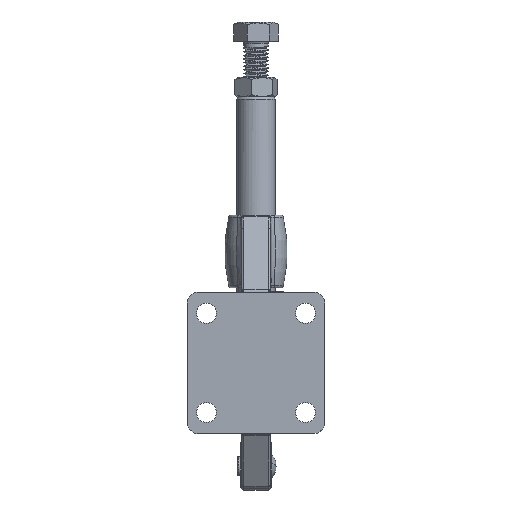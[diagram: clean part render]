
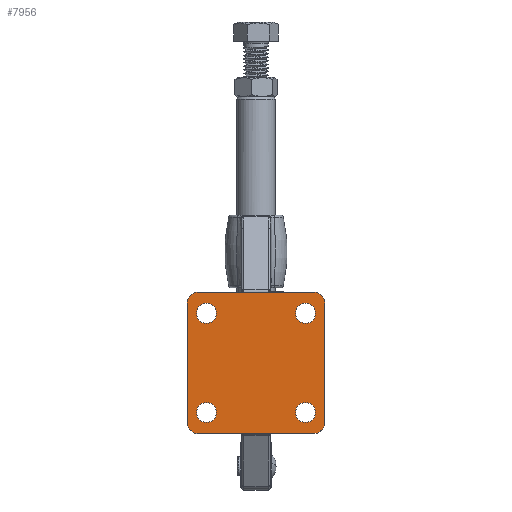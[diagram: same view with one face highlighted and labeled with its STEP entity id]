
A CAD part, front view. The second image highlights one B-rep face of the part: STEP entity #7956.
In plain terms, the highlighted planar face has unit normal (0, -1, 0).
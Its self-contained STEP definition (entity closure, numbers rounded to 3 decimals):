
#2218 = EDGE_CURVE ( 'NONE', #2225, #2226, #16422, .T. ) ;
#2225 = VERTEX_POINT ( 'NONE', #16412 ) ;
#2226 = VERTEX_POINT ( 'NONE', #16411 ) ;
#2233 = EDGE_CURVE ( 'NONE', #2237, #2234, #16459, .T. ) ;
#2234 = VERTEX_POINT ( 'NONE', #16450 ) ;
#2237 = VERTEX_POINT ( 'NONE', #16445 ) ;
#2244 = VERTEX_POINT ( 'NONE', #16499 ) ;
#2245 = EDGE_CURVE ( 'NONE', #2246, #2244, #16498, .T. ) ;
#2246 = VERTEX_POINT ( 'NONE', #16493 ) ;
#2252 = VERTEX_POINT ( 'NONE', #16490 ) ;
#7724 = ORIENTED_EDGE ( 'NONE', *, *, #7929, .T. ) ;
#7850 = EDGE_CURVE ( 'NONE', #8008, #2252, #33906, .T. ) ;
#7903 = EDGE_CURVE ( 'NONE', #7911, #7904, #33998, .T. ) ;
#7904 = VERTEX_POINT ( 'NONE', #33990 ) ;
#7911 = VERTEX_POINT ( 'NONE', #34037 ) ;
#7912 = EDGE_CURVE ( 'NONE', #2226, #2225, #34035, .T. ) ;
#7919 = EDGE_CURVE ( 'NONE', #2234, #2237, #34020, .T. ) ;
#7928 = VERTEX_POINT ( 'NONE', #34065 ) ;
#7929 = EDGE_CURVE ( 'NONE', #7947, #7928, #34059, .T. ) ;
#7930 = ORIENTED_EDGE ( 'NONE', *, *, #7931, .F. ) ;
#7931 = EDGE_CURVE ( 'NONE', #8052, #7928, #34054, .T. ) ;
#7932 = ORIENTED_EDGE ( 'NONE', *, *, #8007, .F. ) ;
#7933 = EDGE_LOOP ( 'NONE', ( #7941, #7942 ) ) ;
#7934 = ORIENTED_EDGE ( 'NONE', *, *, #7935, .T. ) ;
#7935 = EDGE_CURVE ( 'NONE', #7936, #7939, #34050, .T. ) ;
#7936 = VERTEX_POINT ( 'NONE', #34046 ) ;
#7937 = EDGE_CURVE ( 'NONE', #7939, #7938, #34111, .T. ) ;
#7938 = VERTEX_POINT ( 'NONE', #34106 ) ;
#7939 = VERTEX_POINT ( 'NONE', #34105 ) ;
#7940 = ORIENTED_EDGE ( 'NONE', *, *, #7937, .T. ) ;
#7941 = ORIENTED_EDGE ( 'NONE', *, *, #7957, .F. ) ;
#7942 = ORIENTED_EDGE ( 'NONE', *, *, #2245, .F. ) ;
#7943 = EDGE_LOOP ( 'NONE', ( #7934, #7940, #7945, #7724, #7930, #7984, #7989, #7990 ) ) ;
#7944 = ORIENTED_EDGE ( 'NONE', *, *, #7850, .F. ) ;
#7945 = ORIENTED_EDGE ( 'NONE', *, *, #7946, .T. ) ;
#7946 = EDGE_CURVE ( 'NONE', #7938, #7947, #34104, .T. ) ;
#7947 = VERTEX_POINT ( 'NONE', #34100 ) ;
#7948 = ORIENTED_EDGE ( 'NONE', *, *, #7912, .F. ) ;
#7949 = ORIENTED_EDGE ( 'NONE', *, *, #2218, .F. ) ;
#7950 = EDGE_LOOP ( 'NONE', ( #7953, #7954 ) ) ;
#7952 = EDGE_LOOP ( 'NONE', ( #7948, #7949 ) ) ;
#7953 = ORIENTED_EDGE ( 'NONE', *, *, #7919, .F. ) ;
#7954 = ORIENTED_EDGE ( 'NONE', *, *, #2233, .F. ) ;
#7955 = EDGE_LOOP ( 'NONE', ( #7944, #7932 ) ) ;
#7956 = ADVANCED_FACE ( 'NONE', ( #34099, #34098, #34097, #34096, #34095 ), #34094, .F. ) ;
#7957 = EDGE_CURVE ( 'NONE', #2244, #2246, #34093, .T. ) ;
#7984 = ORIENTED_EDGE ( 'NONE', *, *, #7994, .T. ) ;
#7988 = EDGE_CURVE ( 'NONE', #7911, #7936, #34196, .T. ) ;
#7989 = ORIENTED_EDGE ( 'NONE', *, *, #7903, .F. ) ;
#7990 = ORIENTED_EDGE ( 'NONE', *, *, #7988, .T. ) ;
#7994 = EDGE_CURVE ( 'NONE', #8052, #7904, #34186, .T. ) ;
#8007 = EDGE_CURVE ( 'NONE', #2252, #8008, #34215, .T. ) ;
#8008 = VERTEX_POINT ( 'NONE', #34211 ) ;
#8052 = VERTEX_POINT ( 'NONE', #34244 ) ;
#16411 = CARTESIAN_POINT ( 'NONE',  ( -20.55, 0., 4.7 ) ) ;
#16412 = CARTESIAN_POINT ( 'NONE',  ( -20.55, 0., 13. ) ) ;
#16418 = DIRECTION ( 'NONE',  ( 0., 0., -1. ) ) ;
#16419 = DIRECTION ( 'NONE',  ( 0., -1., 0. ) ) ;
#16420 = CARTESIAN_POINT ( 'NONE',  ( -20.55, 0., 8.85 ) ) ;
#16421 = AXIS2_PLACEMENT_3D ( 'NONE', #16420, #16419, #16418 ) ;
#16422 = CIRCLE ( 'NONE', #16421, 4.15 ) ;
#16445 = CARTESIAN_POINT ( 'NONE',  ( -20.55, 0., 54.1 ) ) ;
#16450 = CARTESIAN_POINT ( 'NONE',  ( -20.55, 0., 45.8 ) ) ;
#16451 = DIRECTION ( 'NONE',  ( 0., 0., -1. ) ) ;
#16452 = DIRECTION ( 'NONE',  ( 0., -1., 0. ) ) ;
#16453 = CARTESIAN_POINT ( 'NONE',  ( -20.55, 0., 49.95 ) ) ;
#16454 = AXIS2_PLACEMENT_3D ( 'NONE', #16453, #16452, #16451 ) ;
#16459 = CIRCLE ( 'NONE', #16454, 4.15 ) ;
#16490 = CARTESIAN_POINT ( 'NONE',  ( 20.55, 0., 13. ) ) ;
#16493 = CARTESIAN_POINT ( 'NONE',  ( 20.55, 0., 54.1 ) ) ;
#16494 = DIRECTION ( 'NONE',  ( 0., 0., -1. ) ) ;
#16495 = DIRECTION ( 'NONE',  ( 0., -1., 0. ) ) ;
#16496 = CARTESIAN_POINT ( 'NONE',  ( 20.55, 0., 49.95 ) ) ;
#16497 = AXIS2_PLACEMENT_3D ( 'NONE', #16496, #16495, #16494 ) ;
#16498 = CIRCLE ( 'NONE', #16497, 4.15 ) ;
#16499 = CARTESIAN_POINT ( 'NONE',  ( 20.55, 0., 45.8 ) ) ;
#33902 = DIRECTION ( 'NONE',  ( 0., 0., -1. ) ) ;
#33903 = DIRECTION ( 'NONE',  ( 0., -1., 0. ) ) ;
#33904 = CARTESIAN_POINT ( 'NONE',  ( 20.55, 0., 8.85 ) ) ;
#33905 = AXIS2_PLACEMENT_3D ( 'NONE', #33904, #33903, #33902 ) ;
#33906 = CIRCLE ( 'NONE', #33905, 4.15 ) ;
#33990 = CARTESIAN_POINT ( 'NONE',  ( 23.6, 0., 58.8 ) ) ;
#33991 = DIRECTION ( 'NONE',  ( 1., 0., 0. ) ) ;
#33992 = VECTOR ( 'NONE', #33991, 1000. ) ;
#33993 = CARTESIAN_POINT ( 'NONE',  ( 0., 0., 58.8 ) ) ;
#33998 = LINE ( 'NONE', #33993, #33992 ) ;
#34016 = DIRECTION ( 'NONE',  ( 0., 0., -1. ) ) ;
#34017 = DIRECTION ( 'NONE',  ( 0., -1., 0. ) ) ;
#34018 = CARTESIAN_POINT ( 'NONE',  ( -20.55, 0., 49.95 ) ) ;
#34019 = AXIS2_PLACEMENT_3D ( 'NONE', #34018, #34017, #34016 ) ;
#34020 = CIRCLE ( 'NONE', #34019, 4.15 ) ;
#34031 = DIRECTION ( 'NONE',  ( 0., 0., -1. ) ) ;
#34032 = DIRECTION ( 'NONE',  ( 0., -1., 0. ) ) ;
#34033 = CARTESIAN_POINT ( 'NONE',  ( -20.55, 0., 8.85 ) ) ;
#34034 = AXIS2_PLACEMENT_3D ( 'NONE', #34033, #34032, #34031 ) ;
#34035 = CIRCLE ( 'NONE', #34034, 4.15 ) ;
#34037 = CARTESIAN_POINT ( 'NONE',  ( -23.6, 0., 58.8 ) ) ;
#34046 = CARTESIAN_POINT ( 'NONE',  ( -28.6, 0., 53.8 ) ) ;
#34047 = DIRECTION ( 'NONE',  ( 0., 0., -1. ) ) ;
#34048 = VECTOR ( 'NONE', #34047, 1000. ) ;
#34049 = CARTESIAN_POINT ( 'NONE',  ( -28.6, 0., 58.8 ) ) ;
#34050 = LINE ( 'NONE', #34049, #34048 ) ;
#34051 = DIRECTION ( 'NONE',  ( 0., 0., -1. ) ) ;
#34052 = VECTOR ( 'NONE', #34051, 1000. ) ;
#34053 = CARTESIAN_POINT ( 'NONE',  ( 28.6, 0., 58.8 ) ) ;
#34054 = LINE ( 'NONE', #34053, #34052 ) ;
#34055 = DIRECTION ( 'NONE',  ( 0., 0., 1. ) ) ;
#34056 = DIRECTION ( 'NONE',  ( 0., -1., 0. ) ) ;
#34057 = CARTESIAN_POINT ( 'NONE',  ( 23.6, 0., 5. ) ) ;
#34058 = AXIS2_PLACEMENT_3D ( 'NONE', #34057, #34056, #34055 ) ;
#34059 = CIRCLE ( 'NONE', #34058, 5. ) ;
#34065 = CARTESIAN_POINT ( 'NONE',  ( 28.6, 0., 5. ) ) ;
#34085 = DIRECTION ( 'NONE',  ( 0., 0., -1. ) ) ;
#34086 = DIRECTION ( 'NONE',  ( 0., -1., 0. ) ) ;
#34087 = CARTESIAN_POINT ( 'NONE',  ( 20.55, 0., 49.95 ) ) ;
#34088 = AXIS2_PLACEMENT_3D ( 'NONE', #34087, #34086, #34085 ) ;
#34089 = DIRECTION ( 'NONE',  ( 0., 0., 1. ) ) ;
#34090 = DIRECTION ( 'NONE',  ( 0., 1., 0. ) ) ;
#34091 = CARTESIAN_POINT ( 'NONE',  ( 0., 0., 58.8 ) ) ;
#34092 = AXIS2_PLACEMENT_3D ( 'NONE', #34091, #34090, #34089 ) ;
#34093 = CIRCLE ( 'NONE', #34088, 4.15 ) ;
#34094 = PLANE ( 'NONE',  #34092 ) ;
#34095 = FACE_OUTER_BOUND ( 'NONE', #7943, .T. ) ;
#34096 = FACE_BOUND ( 'NONE', #7933, .T. ) ;
#34097 = FACE_BOUND ( 'NONE', #7955, .T. ) ;
#34098 = FACE_BOUND ( 'NONE', #7950, .T. ) ;
#34099 = FACE_BOUND ( 'NONE', #7952, .T. ) ;
#34100 = CARTESIAN_POINT ( 'NONE',  ( 23.6, 0., 0. ) ) ;
#34101 = DIRECTION ( 'NONE',  ( 1., 0., 0. ) ) ;
#34102 = VECTOR ( 'NONE', #34101, 1000. ) ;
#34103 = CARTESIAN_POINT ( 'NONE',  ( 0., 0., 0. ) ) ;
#34104 = LINE ( 'NONE', #34103, #34102 ) ;
#34105 = CARTESIAN_POINT ( 'NONE',  ( -28.6, 0., 5. ) ) ;
#34106 = CARTESIAN_POINT ( 'NONE',  ( -23.6, 0., 0. ) ) ;
#34107 = DIRECTION ( 'NONE',  ( 0., 0., 1. ) ) ;
#34108 = DIRECTION ( 'NONE',  ( 0., -1., 0. ) ) ;
#34109 = CARTESIAN_POINT ( 'NONE',  ( -23.6, 0., 5. ) ) ;
#34110 = AXIS2_PLACEMENT_3D ( 'NONE', #34109, #34108, #34107 ) ;
#34111 = CIRCLE ( 'NONE', #34110, 5. ) ;
#34139 = CARTESIAN_POINT ( 'NONE',  ( -23.6, 0., 53.8 ) ) ;
#34179 = DIRECTION ( 'NONE',  ( 0., 0., 1. ) ) ;
#34180 = DIRECTION ( 'NONE',  ( 0., -1., 0. ) ) ;
#34181 = CARTESIAN_POINT ( 'NONE',  ( 23.6, 0., 53.8 ) ) ;
#34182 = AXIS2_PLACEMENT_3D ( 'NONE', #34181, #34180, #34179 ) ;
#34186 = CIRCLE ( 'NONE', #34182, 5. ) ;
#34193 = DIRECTION ( 'NONE',  ( 0., 0., 1. ) ) ;
#34194 = DIRECTION ( 'NONE',  ( 0., -1., 0. ) ) ;
#34195 = AXIS2_PLACEMENT_3D ( 'NONE', #34139, #34194, #34193 ) ;
#34196 = CIRCLE ( 'NONE', #34195, 5. ) ;
#34211 = CARTESIAN_POINT ( 'NONE',  ( 20.55, 0., 4.7 ) ) ;
#34212 = DIRECTION ( 'NONE',  ( 0., 0., -1. ) ) ;
#34213 = DIRECTION ( 'NONE',  ( 0., -1., 0. ) ) ;
#34214 = AXIS2_PLACEMENT_3D ( 'NONE', #34221, #34213, #34212 ) ;
#34215 = CIRCLE ( 'NONE', #34214, 4.15 ) ;
#34221 = CARTESIAN_POINT ( 'NONE',  ( 20.55, 0., 8.85 ) ) ;
#34244 = CARTESIAN_POINT ( 'NONE',  ( 28.6, 0., 53.8 ) ) ;
